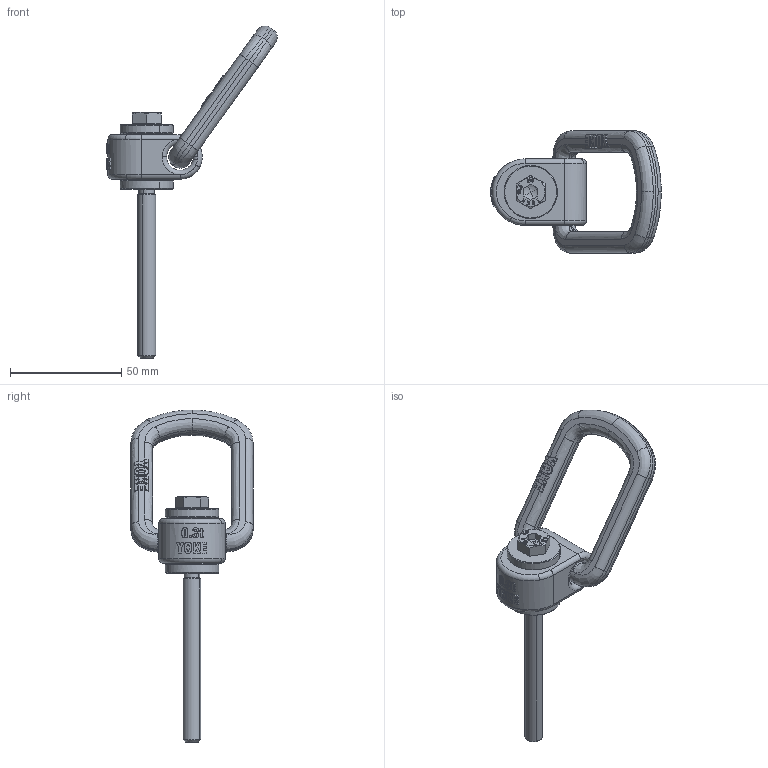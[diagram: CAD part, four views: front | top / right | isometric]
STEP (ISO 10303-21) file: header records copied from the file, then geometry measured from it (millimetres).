
FILE_DESCRIPTION(('CATIA V5 STEP Exchange'),'2;1');
FILE_NAME('8-211-003-105L.stp','2015-07-09T10:35:09+00:00',('none'),('none'),'CATIA Version 5 Release 21 GA (IN-10)','CATIA V5 STEP AP203','none');
FILE_SCHEMA(('CONFIG_CONTROL_DESIGN'));
Products named in the file (1): 8-211-003
Assembly tree (4 placements, depth 2):
  8-211-003
    #58
    #17079
    #31782
    #32620
Bounding box: 76.75 x 55.2 x 149.44 mm (x, y, z)
Volume: 43859.2 mm3; surface area: 19563.3 mm2
Topology: 4 solids, 4 shells, 1200 faces, 3406 edges, 2237 vertices
Faces by surface type: plane 1033, bspline 53, cylinder 43, cone 38, torus 29, sphere 4
Entity records: 47341 total; most frequent: CARTESIAN_POINT 18676, ORIENTED_EDGE 6804, DIRECTION 4495, EDGE_CURVE 3402, VERTEX_POINT 2237, VECTOR 2141, LINE 2141, AXIS2_PLACEMENT_3D 1272
